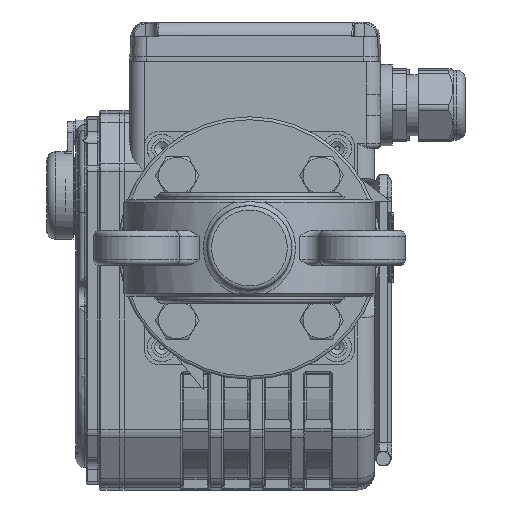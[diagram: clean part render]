
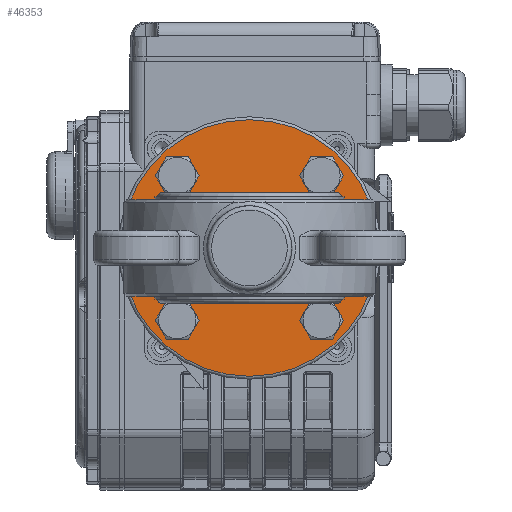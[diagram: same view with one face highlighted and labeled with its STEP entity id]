
A CAD part, front view. The second image highlights one B-rep face of the part: STEP entity #46353.
In plain terms, the highlighted planar face has unit normal (0, -1, 0).
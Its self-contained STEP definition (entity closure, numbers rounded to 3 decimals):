
#10436=ORIENTED_EDGE('',*,*,#24417,.T.);
#10437=ORIENTED_EDGE('',*,*,#24418,.T.);
#10438=ORIENTED_EDGE('',*,*,#24419,.T.);
#10439=ORIENTED_EDGE('',*,*,#24420,.T.);
#10440=ORIENTED_EDGE('',*,*,#24421,.T.);
#10441=ORIENTED_EDGE('',*,*,#24422,.T.);
#24417=EDGE_CURVE('',#31404,#31404,#35900,.F.);
#24418=EDGE_CURVE('',#31405,#31405,#35901,.T.);
#24419=EDGE_CURVE('',#31406,#31406,#35902,.T.);
#24420=EDGE_CURVE('',#31407,#31407,#35903,.T.);
#24421=EDGE_CURVE('',#31408,#31408,#35904,.T.);
#24422=EDGE_CURVE('',#31409,#31409,#35905,.T.);
#31404=VERTEX_POINT('',#71821);
#31405=VERTEX_POINT('',#71823);
#31406=VERTEX_POINT('',#71825);
#31407=VERTEX_POINT('',#71827);
#31408=VERTEX_POINT('',#71829);
#31409=VERTEX_POINT('',#71831);
#35900=CIRCLE('',#51847,44.);
#35901=CIRCLE('',#51848,17.5);
#35902=CIRCLE('',#51849,5.);
#35903=CIRCLE('',#51850,5.);
#35904=CIRCLE('',#51851,5.);
#35905=CIRCLE('',#51852,5.);
#38292=EDGE_LOOP('',(#10436));
#38293=EDGE_LOOP('',(#10437));
#38294=EDGE_LOOP('',(#10438));
#38295=EDGE_LOOP('',(#10439));
#38296=EDGE_LOOP('',(#10440));
#38297=EDGE_LOOP('',(#10441));
#41740=FACE_BOUND('',#38292,.T.);
#41741=FACE_BOUND('',#38293,.T.);
#41742=FACE_BOUND('',#38294,.T.);
#41743=FACE_BOUND('',#38295,.T.);
#41744=FACE_BOUND('',#38296,.T.);
#41745=FACE_BOUND('',#38297,.T.);
#45156=PLANE('',#51846);
#46353=ADVANCED_FACE('',(#41740,#41741,#41742,#41743,#41744,#41745),#45156,
 .F.);
#51846=AXIS2_PLACEMENT_3D('',#71819,#57262,#57263);
#51847=AXIS2_PLACEMENT_3D('',#71820,#57264,#57265);
#51848=AXIS2_PLACEMENT_3D('',#71822,#57266,#57267);
#51849=AXIS2_PLACEMENT_3D('',#71824,#57268,#57269);
#51850=AXIS2_PLACEMENT_3D('',#71826,#57270,#57271);
#51851=AXIS2_PLACEMENT_3D('',#71828,#57272,#57273);
#51852=AXIS2_PLACEMENT_3D('',#71830,#57274,#57275);
#57262=DIRECTION('',(0.,1.,0.));
#57263=DIRECTION('',(0.,0.,1.));
#57264=DIRECTION('',(0.,1.,0.));
#57265=DIRECTION('',(0.,0.,1.));
#57266=DIRECTION('',(0.,1.,0.));
#57267=DIRECTION('',(0.,0.,1.));
#57268=DIRECTION('',(0.,1.,0.));
#57269=DIRECTION('',(0.,0.,1.));
#57270=DIRECTION('',(0.,1.,0.));
#57271=DIRECTION('',(0.,0.,1.));
#57272=DIRECTION('',(0.,1.,0.));
#57273=DIRECTION('',(0.,0.,1.));
#57274=DIRECTION('',(0.,1.,0.));
#57275=DIRECTION('',(0.,0.,1.));
#71819=CARTESIAN_POINT('',(0.,121.,0.));
#71820=CARTESIAN_POINT('',(0.,121.,0.));
#71821=CARTESIAN_POINT('',(0.,121.,44.));
#71822=CARTESIAN_POINT('',(0.,121.,0.));
#71823=CARTESIAN_POINT('',(0.,121.,17.5));
#71824=CARTESIAN_POINT('',(-24.749,121.,24.749));
#71825=CARTESIAN_POINT('',(-24.749,121.,29.749));
#71826=CARTESIAN_POINT('',(24.749,121.,24.749));
#71827=CARTESIAN_POINT('',(24.749,121.,29.749));
#71828=CARTESIAN_POINT('',(24.749,121.,-24.749));
#71829=CARTESIAN_POINT('',(24.749,121.,-19.749));
#71830=CARTESIAN_POINT('',(-24.749,121.,-24.749));
#71831=CARTESIAN_POINT('',(-24.749,121.,-19.749));
